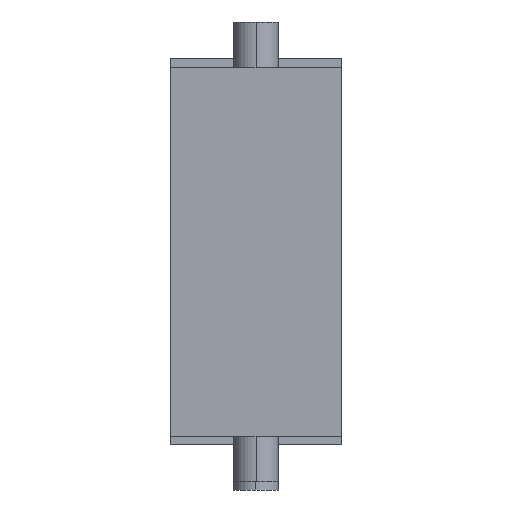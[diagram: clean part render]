
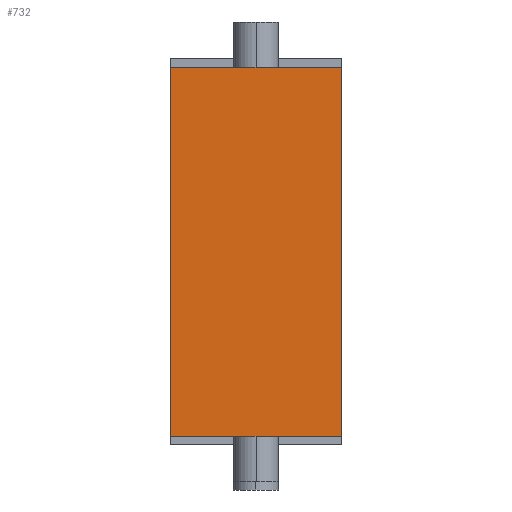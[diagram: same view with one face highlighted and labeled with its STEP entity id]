
A CAD part, left-side view. The second image highlights one B-rep face of the part: STEP entity #732.
In plain terms, the highlighted planar face has unit normal (-1, 0, 0).
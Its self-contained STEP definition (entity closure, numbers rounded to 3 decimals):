
#4 = EDGE_CURVE ( 'NONE', #755, #472, #180, .T. ) ;
#6 = EDGE_CURVE ( 'NONE', #472, #126, #610, .T. ) ;
#59 = CARTESIAN_POINT ( 'NONE',  ( -4.591, -0.427, 0. ) ) ;
#73 = VECTOR ( 'NONE', #680, 1000. ) ;
#92 = CARTESIAN_POINT ( 'NONE',  ( -4.591, -0.427, 13. ) ) ;
#125 = ORIENTED_EDGE ( 'NONE', *, *, #458, .F. ) ;
#126 = VERTEX_POINT ( 'NONE', #730 ) ;
#129 = CARTESIAN_POINT ( 'NONE',  ( -4.591, -6.427, 13. ) ) ;
#144 = ORIENTED_EDGE ( 'NONE', *, *, #6, .T. ) ;
#145 = EDGE_CURVE ( 'NONE', #414, #126, #187, .T. ) ;
#180 = LINE ( 'NONE', #481, #669 ) ;
#187 = LINE ( 'NONE', #746, #743 ) ;
#222 = EDGE_LOOP ( 'NONE', ( #144, #750, #125, #278 ) ) ;
#270 = DIRECTION ( 'NONE',  ( 1., 0., 0. ) ) ;
#278 = ORIENTED_EDGE ( 'NONE', *, *, #4, .T. ) ;
#301 = CARTESIAN_POINT ( 'NONE',  ( -4.591, -0.427, 13. ) ) ;
#302 = DIRECTION ( 'NONE',  ( 0., -1., 0. ) ) ;
#414 = VERTEX_POINT ( 'NONE', #129 ) ;
#438 = CARTESIAN_POINT ( 'NONE',  ( -4.591, -0.427, 0. ) ) ;
#439 = DIRECTION ( 'NONE',  ( 0., 0., -1. ) ) ;
#443 = LINE ( 'NONE', #565, #73 ) ;
#458 = EDGE_CURVE ( 'NONE', #755, #414, #443, .T. ) ;
#472 = VERTEX_POINT ( 'NONE', #438 ) ;
#481 = CARTESIAN_POINT ( 'NONE',  ( -4.591, -0.427, 13. ) ) ;
#493 = AXIS2_PLACEMENT_3D ( 'NONE', #92, #270, #517 ) ;
#517 = DIRECTION ( 'NONE',  ( 0., 0., -1. ) ) ;
#531 = FACE_OUTER_BOUND ( 'NONE', #222, .T. ) ;
#562 = VECTOR ( 'NONE', #302, 1000. ) ;
#565 = CARTESIAN_POINT ( 'NONE',  ( -4.591, -0.427, 13. ) ) ;
#596 = PLANE ( 'NONE',  #493 ) ;
#610 = LINE ( 'NONE', #59, #562 ) ;
#669 = VECTOR ( 'NONE', #723, 1000. ) ;
#680 = DIRECTION ( 'NONE',  ( 0., -1., 0. ) ) ;
#723 = DIRECTION ( 'NONE',  ( 0., 0., -1. ) ) ;
#730 = CARTESIAN_POINT ( 'NONE',  ( -4.591, -6.427, 0. ) ) ;
#732 = ADVANCED_FACE ( 'NONE', ( #531 ), #596, .F. ) ;
#743 = VECTOR ( 'NONE', #439, 1000. ) ;
#746 = CARTESIAN_POINT ( 'NONE',  ( -4.591, -6.427, 13. ) ) ;
#750 = ORIENTED_EDGE ( 'NONE', *, *, #145, .F. ) ;
#755 = VERTEX_POINT ( 'NONE', #301 ) ;
